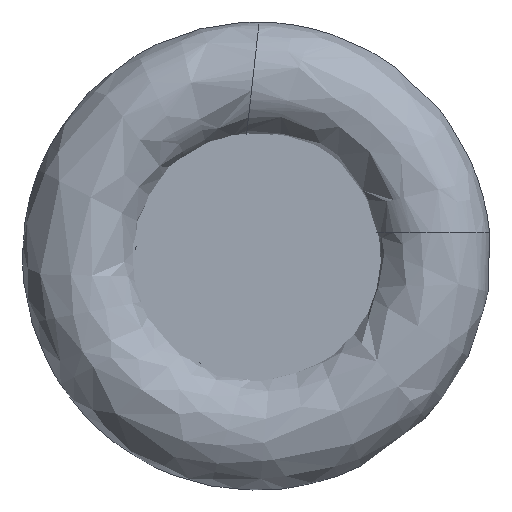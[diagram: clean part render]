
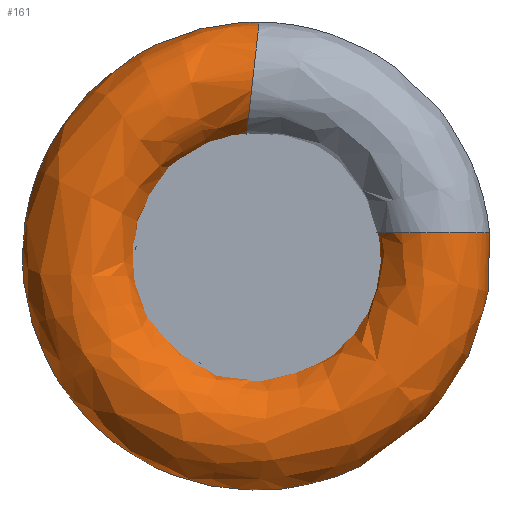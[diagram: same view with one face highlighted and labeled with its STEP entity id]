
A CAD part, left-side view. The second image highlights one B-rep face of the part: STEP entity #161.
In plain terms, the highlighted free-form (B-spline) face has degree [3, 3] with [7, 7] control points.
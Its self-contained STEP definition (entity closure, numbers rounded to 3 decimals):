
#161=ADVANCED_FACE('',(#178,#179),#176,.F.);
#176=(
BOUNDED_SURFACE()
B_SPLINE_SURFACE(3,3,((#389,#390,#391,#392,#393,#394,#395),(#396,#397,#398,
#399,#400,#401,#402),(#403,#404,#405,#406,#407,#408,#409),(#410,#411,#412,
#413,#414,#415,#416),(#417,#418,#419,#420,#421,#422,#423),(#424,#425,#426,
#427,#428,#429,#430),(#431,#432,#433,#434,#435,#436,#437)),
 .UNSPECIFIED.,.T.,.F.,.F.)
B_SPLINE_SURFACE_WITH_KNOTS((1,3,3,3,1),(4,3,4),(-0.5,0.,0.5,1.,1.5),(0.,
0.5,1.),.UNSPECIFIED.)
GEOMETRIC_REPRESENTATION_ITEM()
RATIONAL_B_SPLINE_SURFACE(((1.,0.571,0.571,1.,0.571,
0.571,1.),(0.333,0.19,0.19,
0.333,0.19,0.19,0.333),
(0.333,0.19,0.19,0.333,
0.19,0.19,0.333),(1.,0.571,
0.571,1.,0.571,0.571,1.),(0.333,
0.19,0.19,0.333,0.19,
0.19,0.333),(0.333,0.19,
0.19,0.333,0.19,0.19,
0.333),(1.,0.571,0.571,1.,0.571,
0.571,1.)))
REPRESENTATION_ITEM('')
SURFACE()
);
#178=FACE_BOUND('',#204,.T.);
#179=FACE_BOUND('',#205,.T.);
#204=EDGE_LOOP('',(#232));
#205=EDGE_LOOP('',(#233));
#232=ORIENTED_EDGE('',*,*,#274,.T.);
#233=ORIENTED_EDGE('',*,*,#275,.F.);
#260=VERTEX_POINT('',#386);
#261=VERTEX_POINT('',#388);
#274=EDGE_CURVE('',#260,#260,#288,.T.);
#275=EDGE_CURVE('',#261,#261,#289,.T.);
#288=CIRCLE('',#303,5.);
#289=CIRCLE('',#304,5.);
#303=AXIS2_PLACEMENT_3D('',#385,#331,#332);
#304=AXIS2_PLACEMENT_3D('',#387,#333,#334);
#331=DIRECTION('',(0.,0.994,0.111));
#332=DIRECTION('',(1.,0.,0.));
#333=DIRECTION('',(0.,0.,1.));
#334=DIRECTION('',(1.,0.,0.));
#385=CARTESIAN_POINT('',(5.,0.332,15.03));
#386=CARTESIAN_POINT('',(10.,0.332,15.03));
#387=CARTESIAN_POINT('',(5.,-14.9,2.));
#388=CARTESIAN_POINT('',(10.,-14.9,2.));
#389=CARTESIAN_POINT('',(10.,-14.9,2.));
#390=CARTESIAN_POINT('',(10.,-17.08,-14.245));
#391=CARTESIAN_POINT('',(10.,-2.683,-22.078));
#392=CARTESIAN_POINT('',(10.,9.772,-11.424));
#393=CARTESIAN_POINT('',(10.,22.227,-0.769));
#394=CARTESIAN_POINT('',(10.,16.718,14.668));
#395=CARTESIAN_POINT('',(10.,0.332,15.03));
#396=CARTESIAN_POINT('',(10.,-4.9,2.));
#397=CARTESIAN_POINT('',(10.,-7.08,-3.342));
#398=CARTESIAN_POINT('',(10.,-2.868,-7.285));
#399=CARTESIAN_POINT('',(10.,2.319,-4.757));
#400=CARTESIAN_POINT('',(10.,7.505,-2.229));
#401=CARTESIAN_POINT('',(10.,6.994,3.518));
#402=CARTESIAN_POINT('',(10.,1.443,5.092));
#403=CARTESIAN_POINT('',(0.,-4.9,2.));
#404=CARTESIAN_POINT('',(0.,-7.08,-3.342));
#405=CARTESIAN_POINT('',(0.,-2.868,-7.285));
#406=CARTESIAN_POINT('',(0.,2.319,-4.757));
#407=CARTESIAN_POINT('',(0.,7.505,-2.229));
#408=CARTESIAN_POINT('',(0.,6.994,3.518));
#409=CARTESIAN_POINT('',(0.,1.443,5.092));
#410=CARTESIAN_POINT('',(0.,-14.9,2.));
#411=CARTESIAN_POINT('',(0.,-17.08,-14.245));
#412=CARTESIAN_POINT('',(0.,-2.683,-22.078));
#413=CARTESIAN_POINT('',(0.,9.772,-11.424));
#414=CARTESIAN_POINT('',(0.,22.227,-0.769));
#415=CARTESIAN_POINT('',(0.,16.718,14.668));
#416=CARTESIAN_POINT('',(0.,0.332,15.03));
#417=CARTESIAN_POINT('',(0.,-24.9,2.));
#418=CARTESIAN_POINT('',(0.,-27.08,-25.147));
#419=CARTESIAN_POINT('',(0.,-2.498,-36.871));
#420=CARTESIAN_POINT('',(0.,17.226,-18.09));
#421=CARTESIAN_POINT('',(0.,36.949,0.69));
#422=CARTESIAN_POINT('',(0.,26.443,25.817));
#423=CARTESIAN_POINT('',(0.,-0.779,24.968));
#424=CARTESIAN_POINT('',(10.,-24.9,2.));
#425=CARTESIAN_POINT('',(10.,-27.08,-25.147));
#426=CARTESIAN_POINT('',(10.,-2.498,-36.871));
#427=CARTESIAN_POINT('',(10.,17.226,-18.09));
#428=CARTESIAN_POINT('',(10.,36.949,0.69));
#429=CARTESIAN_POINT('',(10.,26.443,25.817));
#430=CARTESIAN_POINT('',(10.,-0.779,24.968));
#431=CARTESIAN_POINT('',(10.,-14.9,2.));
#432=CARTESIAN_POINT('',(10.,-17.08,-14.245));
#433=CARTESIAN_POINT('',(10.,-2.683,-22.078));
#434=CARTESIAN_POINT('',(10.,9.772,-11.424));
#435=CARTESIAN_POINT('',(10.,22.227,-0.769));
#436=CARTESIAN_POINT('',(10.,16.718,14.668));
#437=CARTESIAN_POINT('',(10.,0.332,15.03));
